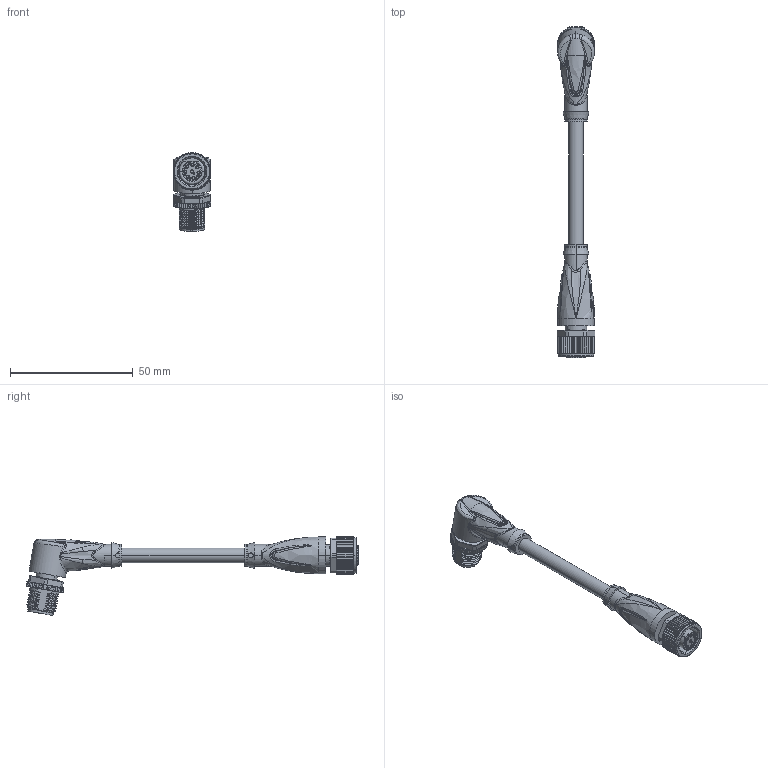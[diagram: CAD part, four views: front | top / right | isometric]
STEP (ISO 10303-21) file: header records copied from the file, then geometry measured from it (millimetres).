
FILE_DESCRIPTION(('STEP AP214'),'1');
FILE_NAME('cctmp_379F95B4-9849-493C-99E5-19DFDA7CA1B8_2022_04_27_10_54_24_0701..stp','2022-04-27T08:54:37',('KiM GmbH'),('CADClick - www.CADClick.com'),'Spatial InterOp 3D postprocessed',' ','unknown authorization');
FILE_SCHEMA(('AUTOMOTIVE_DESIGN'));
Length unit declared in the file: millimetre
Products named in the file (9): Connection2; Connection2_2; Connection2_1; T193851_1; Cable; Connection1; Connection1_2; Connection1_1; T193851
Assembly tree (8 placements, depth 4):
  T193851
    T193851_1
      Connection2
        Connection2_2
        Connection2_1
      Cable
      Connection1
        Connection1_2
        Connection1_1
Bounding box: 15.4 x 135.08 x 32.12 mm (x, y, z)
Volume: 12972.1 mm3; surface area: 9696.3 mm2
Topology: 7 solids, 30 shells, 3141 faces, 8331 edges, 5321 vertices
Faces by surface type: plane 1707, cylinder 633, torus 308, bspline 294, cone 183, sphere 16
Entity records: 133647 total; most frequent: CARTESIAN_POINT 47842, ORIENTED_EDGE 16548, DIRECTION 14932, EDGE_CURVE 8296, VERTEX_POINT 5321, LINE 5078, VECTOR 5078, AXIS2_PLACEMENT_3D 4927
